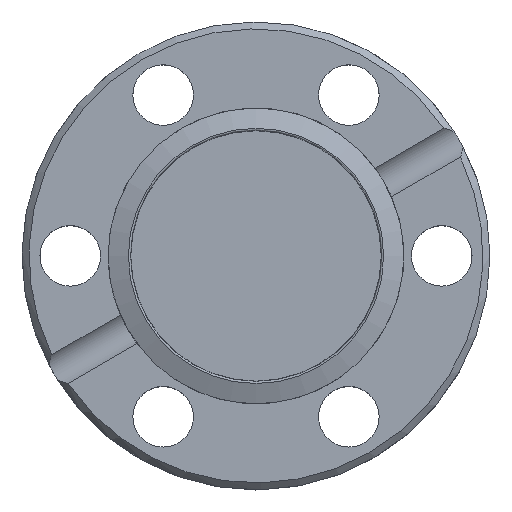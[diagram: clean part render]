
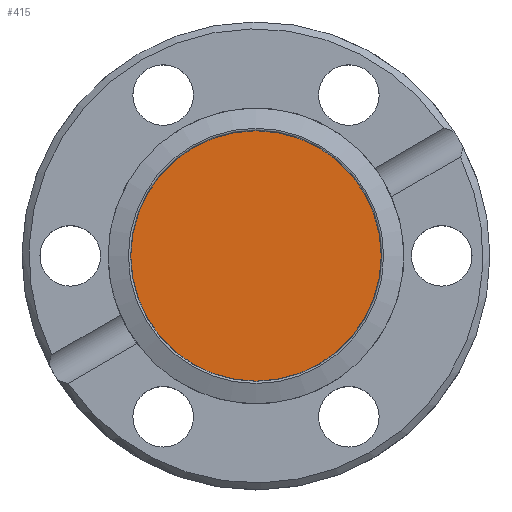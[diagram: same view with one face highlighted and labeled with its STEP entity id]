
A CAD part, top view. The second image highlights one B-rep face of the part: STEP entity #415.
In plain terms, the highlighted planar face has unit normal (0, 0, 1).
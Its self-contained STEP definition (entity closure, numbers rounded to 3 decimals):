
#30=PLANE('',#495);
#106=FACE_OUTER_BOUND('',#140,.T.);
#140=EDGE_LOOP('',(#381));
#160=CIRCLE('',#466,9.098);
#194=VERTEX_POINT('',#678);
#240=EDGE_CURVE('',#194,#194,#160,.T.);
#381=ORIENTED_EDGE('',*,*,#240,.T.);
#415=ADVANCED_FACE('',(#106),#30,.T.);
#466=AXIS2_PLACEMENT_3D('',#679,#556,#557);
#495=AXIS2_PLACEMENT_3D('',#812,#624,#625);
#556=DIRECTION('center_axis',(0.,0.,1.));
#557=DIRECTION('ref_axis',(1.,0.,0.));
#624=DIRECTION('center_axis',(0.,0.,1.));
#625=DIRECTION('ref_axis',(1.,0.,0.));
#678=CARTESIAN_POINT('',(-9.098,0.,-1.2));
#679=CARTESIAN_POINT('Origin',(0.,0.,-1.2));
#812=CARTESIAN_POINT('Origin',(0.,0.,-1.2));
